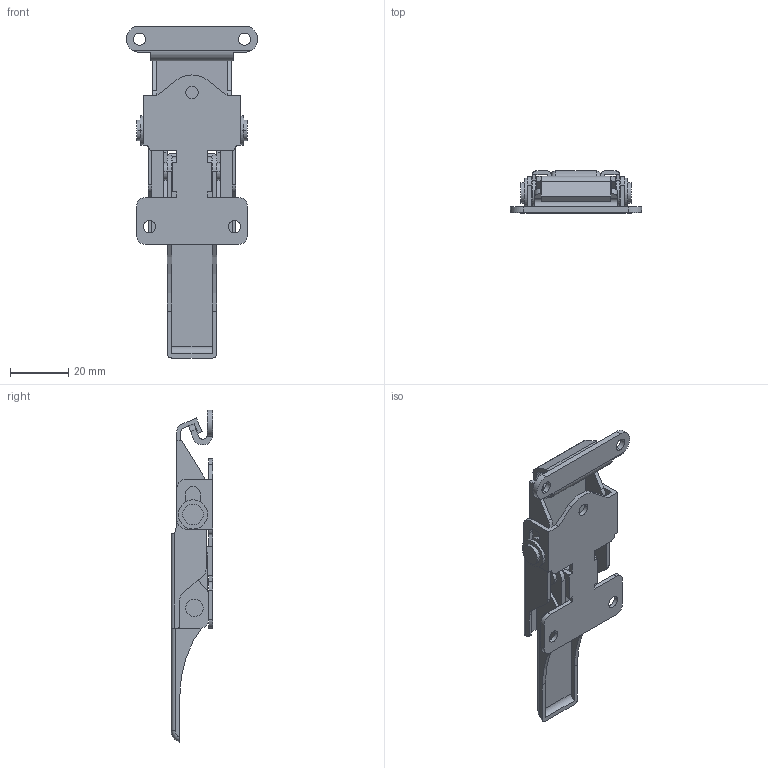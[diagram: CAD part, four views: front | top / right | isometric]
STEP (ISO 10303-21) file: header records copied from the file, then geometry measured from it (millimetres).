
FILE_DESCRIPTION (( 'STEP AP203' ), '1' );
FILE_NAME ('Žº‰ª•ÏŠ·.STEP', '2012-06-14T01:08:01', ( '' ), ( '' ), 'SwSTEP 2.0', 'SolidWorks 2011', '' );
FILE_SCHEMA (( 'CONFIG_CONTROL_DESIGN' ));
Length unit declared in the file: millimetre
Products named in the file (10): C-1855-A-4僴儞僪儖_; C-1855-A-4儕儞僌僾儗乕僩L_; C-1855-A-4軸A_; C-1855-A-4儀乕僗_; 室岡変換; C-1855-A-4軸B_; C-1855-A-4軸C_; C-1855-A-4儕儞僌僾儗乕僩R_; C-1855-A-4受け座金_; C-1855-A-4僼僢僋嬥嬶_
Assembly tree (9 placements, depth 2):
  室岡変換
    C-1855-A-4儀乕僗_
    C-1855-A-4軸B_
    C-1855-A-4儕儞僌僾儗乕僩L_
    C-1855-A-4僴儞僪儖_
    C-1855-A-4軸A_
    C-1855-A-4僼僢僋嬥嬶_
    C-1855-A-4儕儞僌僾儗乕僩R_
    C-1855-A-4軸C_
    C-1855-A-4受け座金_
Bounding box: 45 x 14.37 x 113.78 mm (x, y, z)
Volume: 12625.5 mm3; surface area: 18545.8 mm2
Topology: 9 solids, 9 shells, 248 faces, 650 edges, 428 vertices
Faces by surface type: plane 123, cylinder 121, torus 4
Entity records: 8902 total; most frequent: CARTESIAN_POINT 1422, DIRECTION 1406, ORIENTED_EDGE 1300, EDGE_CURVE 650, AXIS2_PLACEMENT_3D 504, VERTEX_POINT 428, VECTOR 398, LINE 398
